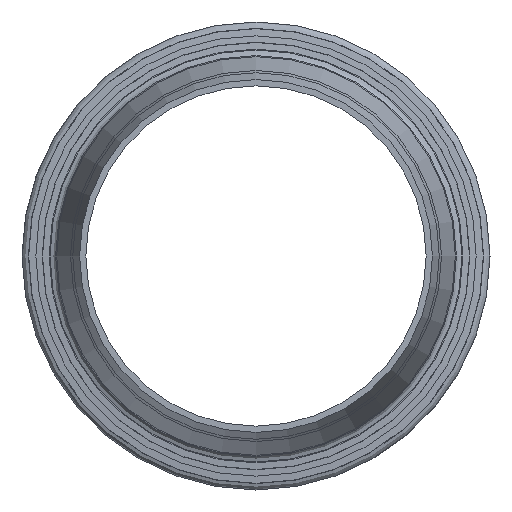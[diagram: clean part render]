
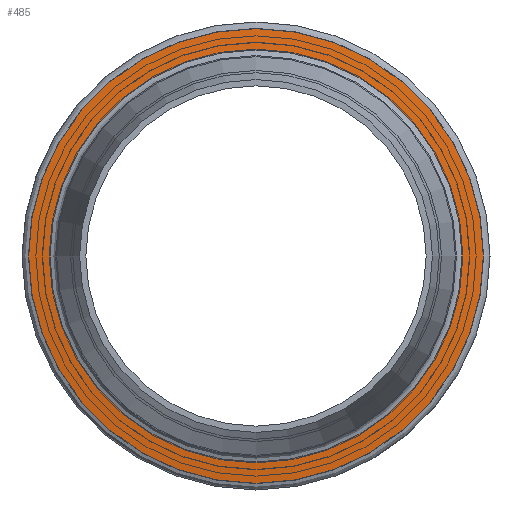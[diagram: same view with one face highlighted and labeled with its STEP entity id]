
A CAD part, front view. The second image highlights one B-rep face of the part: STEP entity #485.
In plain terms, the highlighted conical face has half-angle 85 degrees and reference radius 29.675 mm.
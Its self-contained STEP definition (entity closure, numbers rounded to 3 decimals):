
#35=CONICAL_SURFACE('',#585,29.675,1.484);
#60=FACE_OUTER_BOUND('',#91,.T.);
#91=EDGE_LOOP('',(#423,#424,#425,#426,#427,#428));
#110=LINE('',#917,#126);
#126=VECTOR('',#760,29.675);
#176=CIRCLE('',#582,31.137);
#178=CIRCLE('',#584,31.137);
#179=CIRCLE('',#586,28.213);
#180=CIRCLE('',#587,28.213);
#225=VERTEX_POINT('',#907);
#226=VERTEX_POINT('',#908);
#227=VERTEX_POINT('',#913);
#228=VERTEX_POINT('',#914);
#291=EDGE_CURVE('',#225,#226,#176,.T.);
#293=EDGE_CURVE('',#226,#225,#178,.T.);
#294=EDGE_CURVE('',#227,#228,#179,.T.);
#295=EDGE_CURVE('',#228,#227,#180,.T.);
#296=EDGE_CURVE('',#228,#226,#110,.T.);
#423=ORIENTED_EDGE('',*,*,#294,.F.);
#424=ORIENTED_EDGE('',*,*,#295,.F.);
#425=ORIENTED_EDGE('',*,*,#296,.T.);
#426=ORIENTED_EDGE('',*,*,#293,.T.);
#427=ORIENTED_EDGE('',*,*,#291,.T.);
#428=ORIENTED_EDGE('',*,*,#296,.F.);
#485=ADVANCED_FACE('',(#60),#35,.T.);
#582=AXIS2_PLACEMENT_3D('',#909,#748,#749);
#584=AXIS2_PLACEMENT_3D('',#911,#752,#753);
#585=AXIS2_PLACEMENT_3D('',#912,#754,#755);
#586=AXIS2_PLACEMENT_3D('',#915,#756,#757);
#587=AXIS2_PLACEMENT_3D('',#916,#758,#759);
#748=DIRECTION('center_axis',(0.,-1.,0.));
#749=DIRECTION('ref_axis',(1.,0.,0.));
#752=DIRECTION('center_axis',(0.,-1.,0.));
#753=DIRECTION('ref_axis',(1.,0.,0.));
#754=DIRECTION('center_axis',(0.,1.,0.));
#755=DIRECTION('ref_axis',(-1.,0.,0.));
#756=DIRECTION('center_axis',(0.,-1.,0.));
#757=DIRECTION('ref_axis',(1.,0.,0.));
#758=DIRECTION('center_axis',(0.,-1.,0.));
#759=DIRECTION('ref_axis',(1.,0.,0.));
#760=DIRECTION('',(0.996,0.087,0.));
#907=CARTESIAN_POINT('',(0.,-15.32,31.137));
#908=CARTESIAN_POINT('',(31.137,-15.32,0.));
#909=CARTESIAN_POINT('Origin',(0.,-15.32,0.));
#911=CARTESIAN_POINT('Origin',(0.,-15.32,0.));
#912=CARTESIAN_POINT('Origin',(0.,-15.448,0.));
#913=CARTESIAN_POINT('',(0.,-15.576,28.213));
#914=CARTESIAN_POINT('',(28.213,-15.576,0.));
#915=CARTESIAN_POINT('Origin',(0.,-15.576,0.));
#916=CARTESIAN_POINT('Origin',(0.,-15.576,0.));
#917=CARTESIAN_POINT('',(29.675,-15.448,0.));
